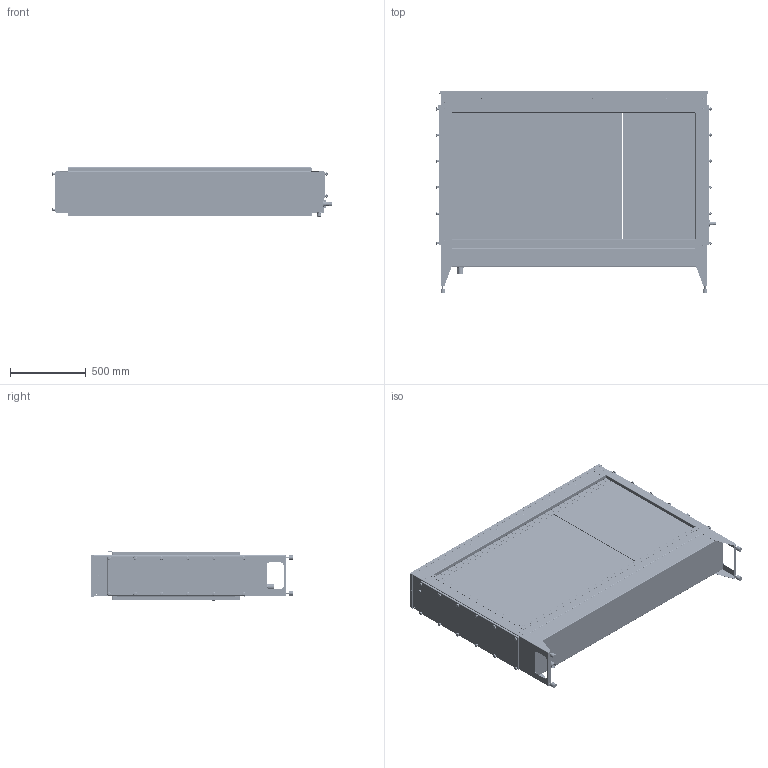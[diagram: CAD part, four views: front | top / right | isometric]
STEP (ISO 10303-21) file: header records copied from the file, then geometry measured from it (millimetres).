
FILE_DESCRIPTION(/* description */ ('Adiabox NFG modele : 12000'),/* implementation_level */ '2;1');
FILE_NAME(/* name */ '113_2_Plans_d''113_2_00_01_-_Adiabox_V3_Mod12000_3D.stp',/* time_stamp */ '2024-12-16T11:42:38+01:00',/* author */ ('jclaudel'),/* organization */ (''),/* preprocessor_version */ 'ST-DEVELOPER v18.1',/* originating_system */ 'Autodesk Inventor 2022',/* authorisation */ '');
FILE_SCHEMA (('AUTOMOTIVE_DESIGN { 1 0 10303 214 3 1 1 }'));
Products named in the file (82): 113_2_00_01_-_Adiabox_V2; 113_2_00_06; 113_3 _00_11; 113_3 _00_15; 113_3 _00_14; 113_3_00_12; 113_2_01_13; 113 3 00 51; 113 3 00 52; 113 3 00 57; 113_7_00_20; 113 7 00 21; 113 7 00 22; 113 7 00 23; 113 7 00 25; 911-1006  ; 924-505; 922-301; Av36523-base right; 922-300; Av37523-base Left; Av38523-roller lever; 113 7 00 20; 113_7_00_20_-_detection flotteur.Faisceau1; 924-467; 915-002; 914-043; 911-994; 113 7 00 27; 915-016; 911-352; 914-069; 113_3_00_02; 113_3_00_05; 113_3_00_06; 113_3_00_08; 113_3_00_10; 113 3 00 16; 113 3 00 17; 113_3_00_18 ...
Assembly tree (314 placements, depth 5):
  113_2_00_01_-_Adiabox_V2
    113_2_00_06
      113_3 _00_11
      113_3 _00_15
      113_3 _00_14
      914-069  x4
      916-114  x24
      113_3_00_12
    113_2_01_13
      113 3 00 51
      113 3 00 52
      914-061  x10
      911-1006    x6
      113 3 00 57
      113_7_00_20
        113 7 00 21
        113 7 00 22
        113 7 00 23
        922-300  x2
          Av37523-base Left
          Av38523-roller lever
        922-301  x2
          Av36523-base right
          Av38523-roller lever
        113 7 00 25
        914-069  x7
        911-1006    x2
        924-505
        113 7 00 20
          113_7_00_20_-_detection flotteur.Faisceau1
        924-467  x8
        915-002  x8
        914-043  x8
        911-994  x8
        113 7 00 27  x2
        915-016  x4
        911-352  x2
    113_3_00_02
    113_3_00_05
    113_3_00_06
    113_3_00_08  x2
    113_3_00_10  x2
    113 3 00 16
    113 3 00 17
    113_3_00_18
    113_3_00_19
    113_3_00_23
    113_3_00_43
    113_3_60_09
    113_6_60_01
    113 6 00 11
    113_6_00_22
    113_6_00_23
    113_6_00_24
    CO 520119
    CO xxxxxx
    CO 503064_V
    CO joint-porte D 902-050
    CO joint-porte G 902-050 
    Wurth : 059224  x3
Bounding box: 1840.25 x 1335 x 323.5 mm (x, y, z)
Volume: 268479905.8 mm3; surface area: 20417176 mm2
Topology: 355 solids, 371 shells, 9746 faces, 22838 edges, 14676 vertices
Faces by surface type: plane 4691, cylinder 3039, cone 777, torus 561, bspline 542, sphere 136
Full cylindrical faces by diameter (mm): 1 x8, 1.509 x8, 1.567 x8, 1.825 x4, 1.86 x2, 2 x10, 2.1 x8, 2.2 x8, 2.4 x4, 3 x102, 3.5 x8, 4 x94, 4.134 x62, 4.2 x210, 4.7 x1, 5 x58, 5.029 x1, 5.1 x4, 5.2 x13, 5.3 x4, 5.5 x2, 5.9 x2, 6 x67, 6.35 x1, 6.5 x6, 6.807 x1, 7 x217, 7.163 x1, 7.5 x6, 7.874 x1
Entity records: 144392 total; most frequent: CARTESIAN_POINT 40358, ORIENTED_EDGE 20446, DIRECTION 19800, EDGE_CURVE 10238, LINE 6602, VECTOR 6602, AXIS2_PLACEMENT_3D 6599, VERTEX_POINT 6498
